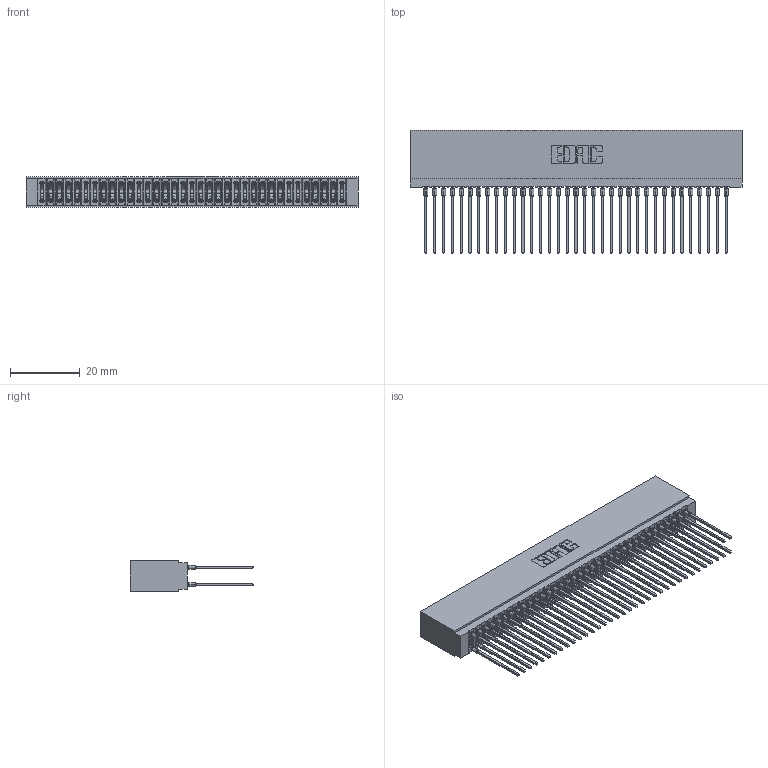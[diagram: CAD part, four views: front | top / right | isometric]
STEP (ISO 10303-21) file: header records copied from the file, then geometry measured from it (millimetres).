
FILE_DESCRIPTION (( 'STEP AP203' ), '1' );
FILE_NAME ('745-070-541-201.STEP', '2026-02-26T19:46:20', ( '' ), ( '' ), 'SwSTEP 2.0', 'SolidWorks 2023', '' );
FILE_SCHEMA (( 'CONFIG_CONTROL_DESIGN' ));
Length unit declared in the file: millimetre
Products named in the file (3): 745 Part_Insulator Option - 01; 745-070-541-201; 745-292-001_541
Assembly tree (71 placements, depth 2):
  745-070-541-201
    745 Part_Insulator Option - 01
    745-292-001_541  x70
Bounding box: 95.5 x 35.45 x 8.89 mm (x, y, z)
Volume: 8986.6 mm3; surface area: 19495.7 mm2
Topology: 71 solids, 71 shells, 6360 faces, 17093 edges, 10742 vertices
Faces by surface type: plane 3275, bspline 1400, cylinder 1265, torus 420
Entity records: 59879 total; most frequent: CARTESIAN_POINT 10891, ORIENTED_EDGE 10312, DIRECTION 9014, EDGE_CURVE 5156, LINE 4764, VECTOR 4764, VERTEX_POINT 3290, AXIS2_PLACEMENT_3D 2125
